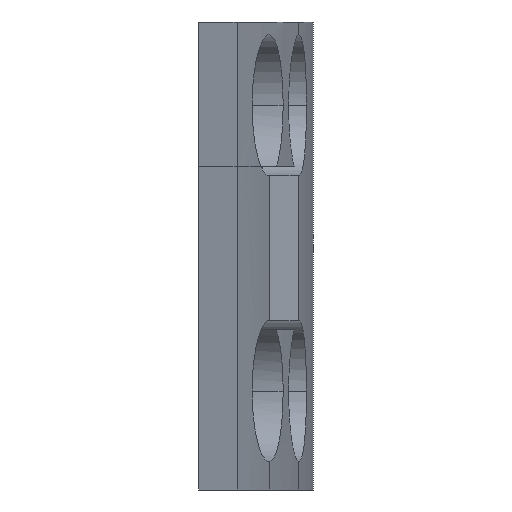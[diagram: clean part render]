
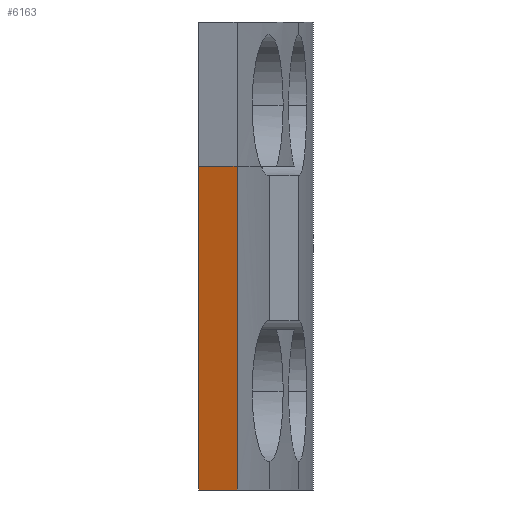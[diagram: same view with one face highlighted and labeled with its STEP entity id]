
A CAD part, front view. The second image highlights one B-rep face of the part: STEP entity #6163.
In plain terms, the highlighted planar face has unit normal (-0.342, -0.94, 0).
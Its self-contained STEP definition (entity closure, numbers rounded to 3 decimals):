
#6163 = ADVANCED_FACE('',(#6164),#6178,.F.);
#6164 = FACE_BOUND('',#6165,.F.);
#6165 = EDGE_LOOP('',(#6166,#6199,#6226,#6254));
#6166 = ORIENTED_EDGE('',*,*,#6167,.F.);
#6167 = EDGE_CURVE('',#6168,#6170,#6172,.T.);
#6168 = VERTEX_POINT('',#6169);
#6169 = CARTESIAN_POINT('',(343.484,-102.67,322.55));
#6170 = VERTEX_POINT('',#6171);
#6171 = CARTESIAN_POINT('',(335.953,-99.929,322.55));
#6172 = SURFACE_CURVE('',#6173,(#6177,#6188),.PCURVE_S1.);
#6173 = LINE('',#6174,#6175);
#6174 = CARTESIAN_POINT('',(457.456,-144.153,322.55));
#6175 = VECTOR('',#6176,1.);
#6176 = DIRECTION('',(-0.94,0.342,0.));
#6177 = PCURVE('',#6178,#6183);
#6178 = PLANE('',#6179);
#6179 = AXIS2_PLACEMENT_3D('',#6180,#6181,#6182);
#6180 = CARTESIAN_POINT('',(574.242,-186.659,
    -4.916));
#6181 = DIRECTION('',(0.342,0.94,0.));
#6182 = DIRECTION('',(0.94,-0.342,0.));
#6183 = DEFINITIONAL_REPRESENTATION('',(#6184),#6187);
#6184 = B_SPLINE_CURVE_WITH_KNOTS('',1,(#6185,#6186),.UNSPECIFIED.,.F.,
  .F.,(2,2),(121.287,129.301),.PIECEWISE_BEZIER_KNOTS.);
#6185 = CARTESIAN_POINT('',(-245.568,-327.466));
#6186 = CARTESIAN_POINT('',(-253.582,-327.466));
#6187 = ( GEOMETRIC_REPRESENTATION_CONTEXT(2) 
PARAMETRIC_REPRESENTATION_CONTEXT() REPRESENTATION_CONTEXT('2D SPACE',''
  ) );
#6188 = PCURVE('',#6189,#6194);
#6189 = PLANE('',#6190);
#6190 = AXIS2_PLACEMENT_3D('',#6191,#6192,#6193);
#6191 = CARTESIAN_POINT('',(354.89,-62.577,322.55));
#6192 = DIRECTION('',(0.,0.,1.));
#6193 = DIRECTION('',(-0.985,-0.174,0.));
#6194 = DEFINITIONAL_REPRESENTATION('',(#6195),#6198);
#6195 = B_SPLINE_CURVE_WITH_KNOTS('',1,(#6196,#6197),.UNSPECIFIED.,.F.,
  .F.,(2,2),(121.287,129.301),.PIECEWISE_BEZIER_KNOTS.);
#6196 = CARTESIAN_POINT('',(18.195,37.504));
#6197 = CARTESIAN_POINT('',(25.136,33.497));
#6198 = ( GEOMETRIC_REPRESENTATION_CONTEXT(2) 
PARAMETRIC_REPRESENTATION_CONTEXT() REPRESENTATION_CONTEXT('2D SPACE',''
  ) );
#6199 = ORIENTED_EDGE('',*,*,#6200,.F.);
#6200 = EDGE_CURVE('',#6201,#6168,#6203,.T.);
#6201 = VERTEX_POINT('',#6202);
#6202 = CARTESIAN_POINT('',(343.484,-102.67,259.17));
#6203 = SURFACE_CURVE('',#6204,(#6208,#6215),.PCURVE_S1.);
#6204 = LINE('',#6205,#6206);
#6205 = CARTESIAN_POINT('',(343.484,-102.67,
    2.659));
#6206 = VECTOR('',#6207,1.);
#6207 = DIRECTION('',(0.,0.,1.));
#6208 = PCURVE('',#6178,#6209);
#6209 = DEFINITIONAL_REPRESENTATION('',(#6210),#6214);
#6210 = LINE('',#6211,#6212);
#6211 = CARTESIAN_POINT('',(-245.568,-7.576));
#6212 = VECTOR('',#6213,1.);
#6213 = DIRECTION('',(0.,-1.));
#6214 = ( GEOMETRIC_REPRESENTATION_CONTEXT(2) 
PARAMETRIC_REPRESENTATION_CONTEXT() REPRESENTATION_CONTEXT('2D SPACE',''
  ) );
#6215 = PCURVE('',#6216,#6221);
#6216 = CYLINDRICAL_SURFACE('',#6217,358.5);
#6217 = AXIS2_PLACEMENT_3D('',#6218,#6219,#6220);
#6218 = CARTESIAN_POINT('',(0.,0.,2.659));
#6219 = DIRECTION('',(0.,0.,-1.));
#6220 = DIRECTION('',(1.,0.,0.));
#6221 = DEFINITIONAL_REPRESENTATION('',(#6222),#6225);
#6222 = B_SPLINE_CURVE_WITH_KNOTS('',1,(#6223,#6224),.UNSPECIFIED.,.F.,
  .F.,(2,2),(256.511,348.191),.PIECEWISE_BEZIER_KNOTS.);
#6223 = CARTESIAN_POINT('',(0.29,-256.511));
#6224 = CARTESIAN_POINT('',(0.29,-348.191));
#6225 = ( GEOMETRIC_REPRESENTATION_CONTEXT(2) 
PARAMETRIC_REPRESENTATION_CONTEXT() REPRESENTATION_CONTEXT('2D SPACE',''
  ) );
#6226 = ORIENTED_EDGE('',*,*,#6227,.T.);
#6227 = EDGE_CURVE('',#6201,#6228,#6230,.T.);
#6228 = VERTEX_POINT('',#6229);
#6229 = CARTESIAN_POINT('',(335.953,-99.929,259.17));
#6230 = SURFACE_CURVE('',#6231,(#6235,#6242),.PCURVE_S1.);
#6231 = LINE('',#6232,#6233);
#6232 = CARTESIAN_POINT('',(454.746,-143.166,259.17));
#6233 = VECTOR('',#6234,1.);
#6234 = DIRECTION('',(-0.94,0.342,0.));
#6235 = PCURVE('',#6178,#6236);
#6236 = DEFINITIONAL_REPRESENTATION('',(#6237),#6241);
#6237 = LINE('',#6238,#6239);
#6238 = CARTESIAN_POINT('',(-127.165,-264.086));
#6239 = VECTOR('',#6240,1.);
#6240 = DIRECTION('',(-1.,0.));
#6241 = ( GEOMETRIC_REPRESENTATION_CONTEXT(2) 
PARAMETRIC_REPRESENTATION_CONTEXT() REPRESENTATION_CONTEXT('2D SPACE',''
  ) );
#6242 = PCURVE('',#6243,#6248);
#6243 = PLANE('',#6244);
#6244 = AXIS2_PLACEMENT_3D('',#6245,#6246,#6247);
#6245 = CARTESIAN_POINT('',(349.073,-61.698,259.17));
#6246 = DIRECTION('',(0.,0.,1.));
#6247 = DIRECTION('',(-0.985,-0.174,0.));
#6248 = DEFINITIONAL_REPRESENTATION('',(#6249),#6253);
#6249 = LINE('',#6250,#6251);
#6250 = CARTESIAN_POINT('',(-89.921,98.581));
#6251 = VECTOR('',#6252,1.);
#6252 = DIRECTION('',(0.866,-0.5));
#6253 = ( GEOMETRIC_REPRESENTATION_CONTEXT(2) 
PARAMETRIC_REPRESENTATION_CONTEXT() REPRESENTATION_CONTEXT('2D SPACE',''
  ) );
#6254 = ORIENTED_EDGE('',*,*,#6255,.T.);
#6255 = EDGE_CURVE('',#6228,#6170,#6256,.T.);
#6256 = SURFACE_CURVE('',#6257,(#6261,#6268),.PCURVE_S1.);
#6257 = LINE('',#6258,#6259);
#6258 = CARTESIAN_POINT('',(335.953,-99.929,46.9));
#6259 = VECTOR('',#6260,1.);
#6260 = DIRECTION('',(0.,0.,1.));
#6261 = PCURVE('',#6178,#6262);
#6262 = DEFINITIONAL_REPRESENTATION('',(#6263),#6267);
#6263 = LINE('',#6264,#6265);
#6264 = CARTESIAN_POINT('',(-253.582,-51.816));
#6265 = VECTOR('',#6266,1.);
#6266 = DIRECTION('',(0.,-1.));
#6267 = ( GEOMETRIC_REPRESENTATION_CONTEXT(2) 
PARAMETRIC_REPRESENTATION_CONTEXT() REPRESENTATION_CONTEXT('2D SPACE',''
  ) );
#6268 = PCURVE('',#6269,#6274);
#6269 = CYLINDRICAL_SURFACE('',#6270,350.5);
#6270 = AXIS2_PLACEMENT_3D('',#6271,#6272,#6273);
#6271 = CARTESIAN_POINT('',(0.,0.,2.659));
#6272 = DIRECTION('',(0.,0.,-1.));
#6273 = DIRECTION('',(1.,0.,0.));
#6274 = DEFINITIONAL_REPRESENTATION('',(#6275),#6278);
#6275 = B_SPLINE_CURVE_WITH_KNOTS('',1,(#6276,#6277),.UNSPECIFIED.,.F.,
  .F.,(2,2),(212.27,303.95),.PIECEWISE_BEZIER_KNOTS.);
#6276 = CARTESIAN_POINT('',(0.289,-256.511));
#6277 = CARTESIAN_POINT('',(0.289,-348.191));
#6278 = ( GEOMETRIC_REPRESENTATION_CONTEXT(2) 
PARAMETRIC_REPRESENTATION_CONTEXT() REPRESENTATION_CONTEXT('2D SPACE',''
  ) );
